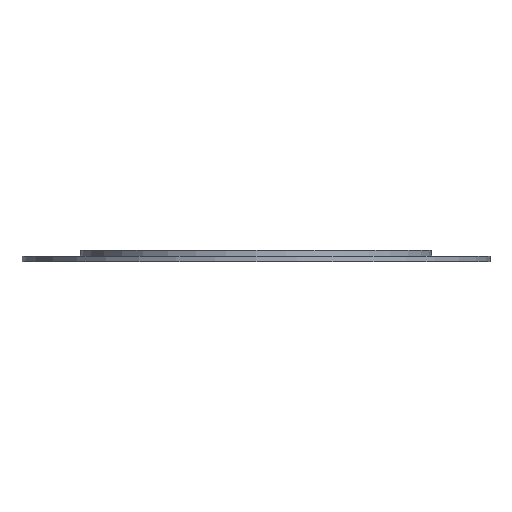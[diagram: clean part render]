
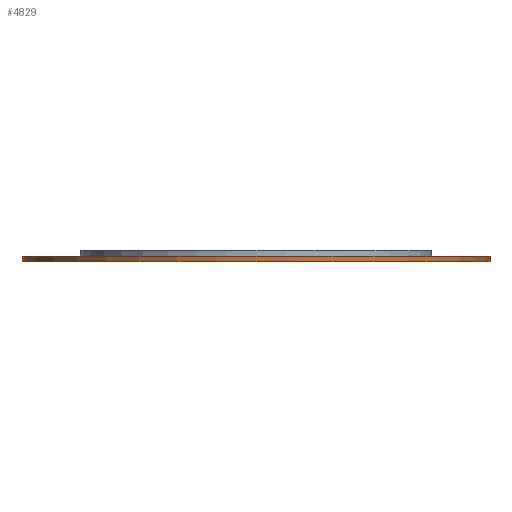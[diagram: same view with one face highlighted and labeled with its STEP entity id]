
A CAD part, front view. The second image highlights one B-rep face of the part: STEP entity #4829.
In plain terms, the highlighted cylindrical face has radius 400 mm (diameter 800 mm), a partial arc.
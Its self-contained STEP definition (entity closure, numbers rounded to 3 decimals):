
#10 = CARTESIAN_POINT ( 'NONE',  ( 400., 0., 10. ) ) ;
#302 = VERTEX_POINT ( 'NONE', #10 ) ;
#381 = EDGE_CURVE ( 'NONE', #6104, #302, #7495, .T. ) ;
#545 = VECTOR ( 'NONE', #9313, 1000. ) ;
#740 = VERTEX_POINT ( 'NONE', #8781 ) ;
#936 = CARTESIAN_POINT ( 'NONE',  ( 0., 0., 10. ) ) ;
#1253 = DIRECTION ( 'NONE',  ( 0., 0., 1. ) ) ;
#1413 = AXIS2_PLACEMENT_3D ( 'NONE', #5616, #1253, #6317 ) ;
#1516 = EDGE_CURVE ( 'NONE', #302, #740, #2512, .T. ) ;
#1637 = CARTESIAN_POINT ( 'NONE',  ( -400., 0., 10. ) ) ;
#1889 = CARTESIAN_POINT ( 'NONE',  ( 400., 0., 10. ) ) ;
#1968 = CIRCLE ( 'NONE', #1413, 400. ) ;
#2056 = CARTESIAN_POINT ( 'NONE',  ( 0., 0., 10. ) ) ;
#2088 = AXIS2_PLACEMENT_3D ( 'NONE', #936, #3843, #8162 ) ;
#2112 = ORIENTED_EDGE ( 'NONE', *, *, #5077, .T. ) ;
#2140 = LINE ( 'NONE', #1637, #7444 ) ;
#2512 = LINE ( 'NONE', #1889, #545 ) ;
#2619 = EDGE_CURVE ( 'NONE', #6104, #7676, #2140, .T. ) ;
#3843 = DIRECTION ( 'NONE',  ( 0., 0., -1. ) ) ;
#3956 = CARTESIAN_POINT ( 'NONE',  ( -400., 0., 10. ) ) ;
#4663 = AXIS2_PLACEMENT_3D ( 'NONE', #2056, #7095, #6380 ) ;
#4730 = ORIENTED_EDGE ( 'NONE', *, *, #381, .F. ) ;
#4829 = ADVANCED_FACE ( 'NONE', ( #7853 ), #5508, .T. ) ;
#5077 = EDGE_CURVE ( 'NONE', #7676, #740, #1968, .T. ) ;
#5285 = ORIENTED_EDGE ( 'NONE', *, *, #2619, .T. ) ;
#5508 = CYLINDRICAL_SURFACE ( 'NONE', #2088, 400. ) ;
#5616 = CARTESIAN_POINT ( 'NONE',  ( 0., 0., 0. ) ) ;
#5986 = DIRECTION ( 'NONE',  ( 0., 0., -1. ) ) ;
#6104 = VERTEX_POINT ( 'NONE', #3956 ) ;
#6317 = DIRECTION ( 'NONE',  ( 1., 0., 0. ) ) ;
#6380 = DIRECTION ( 'NONE',  ( 1., 0., 0. ) ) ;
#6510 = EDGE_LOOP ( 'NONE', ( #7070, #4730, #5285, #2112 ) ) ;
#7070 = ORIENTED_EDGE ( 'NONE', *, *, #1516, .F. ) ;
#7095 = DIRECTION ( 'NONE',  ( 0., 0., 1. ) ) ;
#7444 = VECTOR ( 'NONE', #5986, 1000. ) ;
#7495 = CIRCLE ( 'NONE', #4663, 400. ) ;
#7676 = VERTEX_POINT ( 'NONE', #8109 ) ;
#7853 = FACE_OUTER_BOUND ( 'NONE', #6510, .T. ) ;
#8109 = CARTESIAN_POINT ( 'NONE',  ( -400., 0., 0. ) ) ;
#8162 = DIRECTION ( 'NONE',  ( -1., 0., 0. ) ) ;
#8781 = CARTESIAN_POINT ( 'NONE',  ( 400., 0., 0. ) ) ;
#9313 = DIRECTION ( 'NONE',  ( 0., 0., -1. ) ) ;
